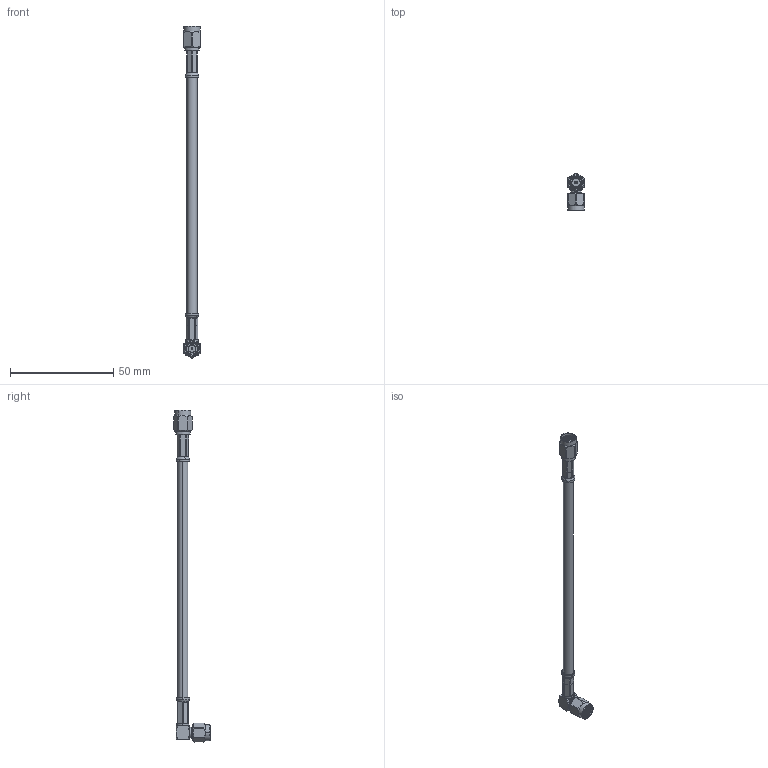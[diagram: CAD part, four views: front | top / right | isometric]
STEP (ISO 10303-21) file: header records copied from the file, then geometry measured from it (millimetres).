
FILE_DESCRIPTION (( 'STEP AP203' ), '1' );
FILE_NAME ('PE3512.step', '2019-01-03T23:21:28', ( '' ), ( '' ), 'SwSTEP 2.0', 'SolidWorks 2017', '' );
FILE_SCHEMA (( 'CONFIG_CONTROL_DESIGN' ));
Length unit declared in the file: inch
Products named in the file (4): PE4002_Crimped; Coax Cable_RG-142; PE3512; PE4008_Crimped
Assembly tree (3 placements, depth 2):
  PE3512
    Coax Cable_RG-142
    PE4008_Crimped
    PE4002_Crimped
Bounding box: 7.94 x 17.83 x 160.6 mm (x, y, z)
Volume: 3686 mm3; surface area: 4396.8 mm2
Topology: 6 solids, 6 shells, 406 faces, 1080 edges, 703 vertices
Faces by surface type: plane 202, cylinder 140, cone 44, bspline 14, torus 6
Entity records: 17555 total; most frequent: CARTESIAN_POINT 7457, ORIENTED_EDGE 2156, DIRECTION 1832, EDGE_CURVE 1078, VERTEX_POINT 703, AXIS2_PLACEMENT_3D 611, LINE 610, VECTOR 610
